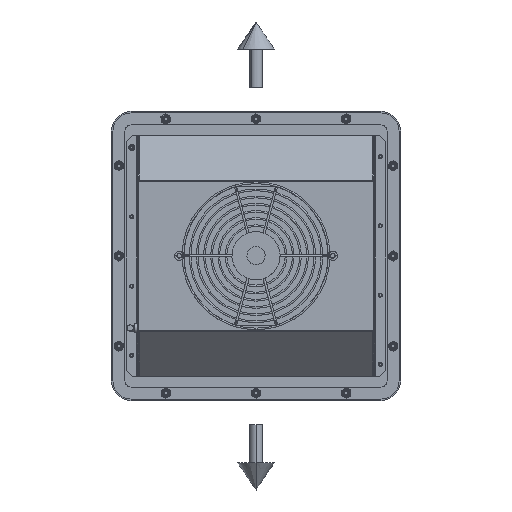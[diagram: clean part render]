
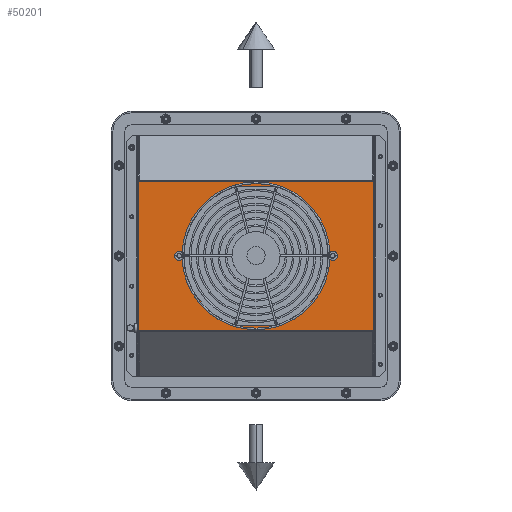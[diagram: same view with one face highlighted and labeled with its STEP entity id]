
A CAD part, top view. The second image highlights one B-rep face of the part: STEP entity #50201.
In plain terms, the highlighted planar face has unit normal (0, 0, 1).
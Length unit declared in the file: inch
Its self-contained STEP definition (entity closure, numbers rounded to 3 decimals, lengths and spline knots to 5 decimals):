
#889 = FACE_OUTER_BOUND ( 'NONE', #49697, .T. ) ;
#2514 = FACE_BOUND ( 'NONE', #18988, .T. ) ;
#2654 = EDGE_CURVE ( 'NONE', #32525, #4568, #30991, .T. ) ;
#2835 = PLANE ( 'NONE',  #63569 ) ;
#2860 = VECTOR ( 'NONE', #44883, 39.37008 ) ;
#3331 = VECTOR ( 'NONE', #38617, 39.37008 ) ;
#3528 = CARTESIAN_POINT ( 'NONE',  ( 3.26019, 9.62241, 10.96872 ) ) ;
#4286 = VERTEX_POINT ( 'NONE', #19309 ) ;
#4568 = VERTEX_POINT ( 'NONE', #54988 ) ;
#4578 = DIRECTION ( 'NONE',  ( 1., 0., 0. ) ) ;
#4723 = EDGE_CURVE ( 'NONE', #36677, #46456, #54546, .T. ) ;
#4785 = DIRECTION ( 'NONE',  ( 0., 1., 0. ) ) ;
#5006 = LINE ( 'NONE', #28039, #3331 ) ;
#5820 = CARTESIAN_POINT ( 'NONE',  ( 3.26019, 3.87441, 10.96872 ) ) ;
#6195 = CARTESIAN_POINT ( 'NONE',  ( 8.99245, 9.86099, 10.96872 ) ) ;
#7341 = ORIENTED_EDGE ( 'NONE', *, *, #49666, .F. ) ;
#7935 = CARTESIAN_POINT ( 'NONE',  ( 4.90971, 3.87441, 10.96872 ) ) ;
#7995 = LINE ( 'NONE', #25610, #62608 ) ;
#8059 = CARTESIAN_POINT ( 'NONE',  ( -0.82255, 1.74841, 10.96872 ) ) ;
#8398 = DIRECTION ( 'NONE',  ( 0., 0., 1. ) ) ;
#9071 = CARTESIAN_POINT ( 'NONE',  ( -0.82255, 9.86099, 10.96872 ) ) ;
#9453 = ORIENTED_EDGE ( 'NONE', *, *, #41507, .F. ) ;
#10239 = EDGE_CURVE ( 'NONE', #44056, #36677, #42975, .T. ) ;
#10274 = CARTESIAN_POINT ( 'NONE',  ( 7.27395, 6.65466, 10.96872 ) ) ;
#11679 = EDGE_CURVE ( 'NONE', #18014, #59961, #18797, .T. ) ;
#15709 = ORIENTED_EDGE ( 'NONE', *, *, #4723, .F. ) ;
#16518 = EDGE_CURVE ( 'NONE', #46456, #27712, #32133, .T. ) ;
#18014 = VERTEX_POINT ( 'NONE', #63445 ) ;
#18125 = ORIENTED_EDGE ( 'NONE', *, *, #55189, .F. ) ;
#18797 = CIRCLE ( 'NONE', #49311, 0.09375 ) ;
#18988 = EDGE_LOOP ( 'NONE', ( #18125, #9453 ) ) ;
#19026 = CARTESIAN_POINT ( 'NONE',  ( 4.90971, 3.87441, 10.96872 ) ) ;
#19307 = LINE ( 'NONE', #51763, #45720 ) ;
#19309 = CARTESIAN_POINT ( 'NONE',  ( 8.99245, 3.63584, 10.96872 ) ) ;
#19995 = DIRECTION ( 'NONE',  ( 0., 0., 1. ) ) ;
#20266 = EDGE_CURVE ( 'NONE', #59961, #18014, #48268, .T. ) ;
#21243 = ORIENTED_EDGE ( 'NONE', *, *, #16518, .F. ) ;
#21786 = EDGE_CURVE ( 'NONE', #4286, #45680, #5006, .T. ) ;
#23418 = EDGE_LOOP ( 'NONE', ( #61909, #34155 ) ) ;
#23923 = ORIENTED_EDGE ( 'NONE', *, *, #48582, .T. ) ;
#24003 = CARTESIAN_POINT ( 'NONE',  ( 7.27395, 6.74841, 10.96872 ) ) ;
#24044 = CARTESIAN_POINT ( 'NONE',  ( 0.89595, 6.74841, 10.96872 ) ) ;
#25424 = DIRECTION ( 'NONE',  ( -1., 0., 0. ) ) ;
#25610 = CARTESIAN_POINT ( 'NONE',  ( 9.02245, 3.63584, 10.96872 ) ) ;
#26632 = VECTOR ( 'NONE', #44778, 39.37008 ) ;
#27485 = CARTESIAN_POINT ( 'NONE',  ( 0.89595, 6.74841, 10.96872 ) ) ;
#27581 = VERTEX_POINT ( 'NONE', #10274 ) ;
#27712 = VERTEX_POINT ( 'NONE', #5820 ) ;
#28039 = CARTESIAN_POINT ( 'NONE',  ( 8.99245, 1.74841, 10.96872 ) ) ;
#29318 = DIRECTION ( 'NONE',  ( 0., -1., 0. ) ) ;
#29366 = DIRECTION ( 'NONE',  ( 0., -1., 0. ) ) ;
#29673 = DIRECTION ( 'NONE',  ( 0., 0., -1. ) ) ;
#30494 = CIRCLE ( 'NONE', #59135, 0.09375 ) ;
#30991 = LINE ( 'NONE', #8059, #2860 ) ;
#32133 = CIRCLE ( 'NONE', #57695, 2.99 ) ;
#32392 = ORIENTED_EDGE ( 'NONE', *, *, #21786, .T. ) ;
#32525 = VERTEX_POINT ( 'NONE', #9071 ) ;
#32749 = DIRECTION ( 'NONE',  ( 0., -1., 0. ) ) ;
#33722 = AXIS2_PLACEMENT_3D ( 'NONE', #24044, #61062, #29366 ) ;
#34155 = ORIENTED_EDGE ( 'NONE', *, *, #11679, .F. ) ;
#36151 = ORIENTED_EDGE ( 'NONE', *, *, #52808, .T. ) ;
#36413 = DIRECTION ( 'NONE',  ( 0., 0., 1. ) ) ;
#36677 = VERTEX_POINT ( 'NONE', #51912 ) ;
#38617 = DIRECTION ( 'NONE',  ( 0., 1., 0. ) ) ;
#38707 = VERTEX_POINT ( 'NONE', #51884 ) ;
#38785 = VECTOR ( 'NONE', #66670, 39.37008 ) ;
#39936 = CARTESIAN_POINT ( 'NONE',  ( 4.08495, 6.74841, 10.96872 ) ) ;
#40609 = LINE ( 'NONE', #7935, #26632 ) ;
#41507 = EDGE_CURVE ( 'NONE', #38707, #27581, #30494, .T. ) ;
#42975 = CIRCLE ( 'NONE', #59926, 2.99 ) ;
#43008 = FACE_BOUND ( 'NONE', #55541, .T. ) ;
#44056 = VERTEX_POINT ( 'NONE', #19026 ) ;
#44778 = DIRECTION ( 'NONE',  ( 1., 0., 0. ) ) ;
#44883 = DIRECTION ( 'NONE',  ( 0., -1., 0. ) ) ;
#45213 = DIRECTION ( 'NONE',  ( 0., -1., 0. ) ) ;
#45680 = VERTEX_POINT ( 'NONE', #6195 ) ;
#45720 = VECTOR ( 'NONE', #25424, 39.37008 ) ;
#46456 = VERTEX_POINT ( 'NONE', #3528 ) ;
#48268 = CIRCLE ( 'NONE', #33722, 0.09375 ) ;
#48582 = EDGE_CURVE ( 'NONE', #4568, #4286, #7995, .T. ) ;
#49311 = AXIS2_PLACEMENT_3D ( 'NONE', #27485, #64524, #32749 ) ;
#49666 = EDGE_CURVE ( 'NONE', #27712, #44056, #40609, .T. ) ;
#49697 = EDGE_LOOP ( 'NONE', ( #59626, #23923, #32392, #36151 ) ) ;
#50201 = ADVANCED_FACE ( 'NONE', ( #889, #43008, #2514, #55462 ), #2835, .F. ) ;
#50561 = CARTESIAN_POINT ( 'NONE',  ( 3.26019, 9.62241, 10.96872 ) ) ;
#51679 = CARTESIAN_POINT ( 'NONE',  ( 7.27395, 6.74841, 10.96872 ) ) ;
#51763 = CARTESIAN_POINT ( 'NONE',  ( 9.02245, 9.86099, 10.96872 ) ) ;
#51884 = CARTESIAN_POINT ( 'NONE',  ( 7.27395, 6.84216, 10.96872 ) ) ;
#51912 = CARTESIAN_POINT ( 'NONE',  ( 4.90971, 9.62241, 10.96872 ) ) ;
#51930 = CIRCLE ( 'NONE', #59841, 0.09375 ) ;
#52808 = EDGE_CURVE ( 'NONE', #45680, #32525, #19307, .T. ) ;
#53140 = ORIENTED_EDGE ( 'NONE', *, *, #10239, .F. ) ;
#54546 = LINE ( 'NONE', #50561, #38785 ) ;
#54988 = CARTESIAN_POINT ( 'NONE',  ( -0.82255, 3.63584, 10.96872 ) ) ;
#55189 = EDGE_CURVE ( 'NONE', #27581, #38707, #51930, .T. ) ;
#55462 = FACE_BOUND ( 'NONE', #23418, .T. ) ;
#55541 = EDGE_LOOP ( 'NONE', ( #7341, #21243, #15709, #53140 ) ) ;
#57004 = DIRECTION ( 'NONE',  ( 0., -1., 0. ) ) ;
#57505 = CARTESIAN_POINT ( 'NONE',  ( 0.89595, 6.65466, 10.96872 ) ) ;
#57695 = AXIS2_PLACEMENT_3D ( 'NONE', #39936, #8398, #45213 ) ;
#59135 = AXIS2_PLACEMENT_3D ( 'NONE', #24003, #61002, #29318 ) ;
#59626 = ORIENTED_EDGE ( 'NONE', *, *, #2654, .T. ) ;
#59841 = AXIS2_PLACEMENT_3D ( 'NONE', #51679, #19995, #57004 ) ;
#59926 = AXIS2_PLACEMENT_3D ( 'NONE', #68236, #36413, #4785 ) ;
#59961 = VERTEX_POINT ( 'NONE', #57505 ) ;
#61002 = DIRECTION ( 'NONE',  ( 0., 0., 1. ) ) ;
#61062 = DIRECTION ( 'NONE',  ( 0., 0., 1. ) ) ;
#61350 = CARTESIAN_POINT ( 'NONE',  ( 9.02245, 1.74841, 10.96872 ) ) ;
#61909 = ORIENTED_EDGE ( 'NONE', *, *, #20266, .F. ) ;
#62608 = VECTOR ( 'NONE', #4578, 39.37008 ) ;
#63445 = CARTESIAN_POINT ( 'NONE',  ( 0.89595, 6.84216, 10.96872 ) ) ;
#63569 = AXIS2_PLACEMENT_3D ( 'NONE', #61350, #29673, #66748 ) ;
#64524 = DIRECTION ( 'NONE',  ( 0., 0., 1. ) ) ;
#66670 = DIRECTION ( 'NONE',  ( -1., 0., 0. ) ) ;
#66748 = DIRECTION ( 'NONE',  ( 0., 1., 0. ) ) ;
#68236 = CARTESIAN_POINT ( 'NONE',  ( 4.08495, 6.74841, 10.96872 ) ) ;
